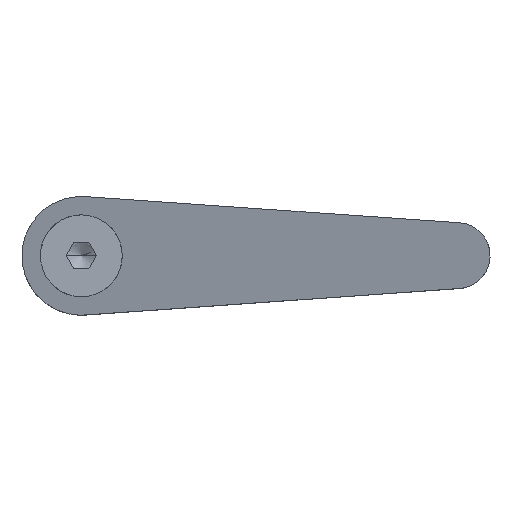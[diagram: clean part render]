
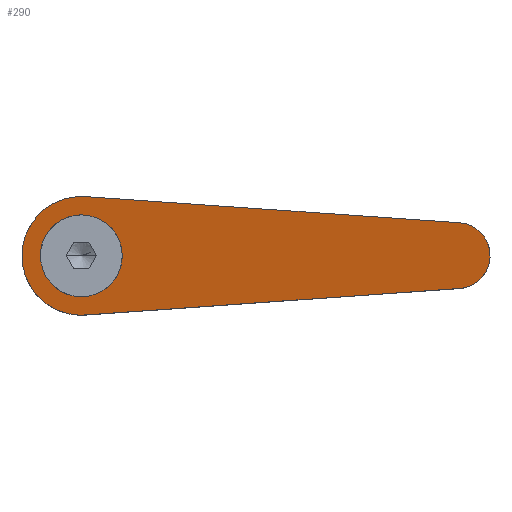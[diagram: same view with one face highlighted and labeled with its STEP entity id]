
A CAD part, top view. The second image highlights one B-rep face of the part: STEP entity #290.
In plain terms, the highlighted planar face has unit normal (-0.266, 0, 0.964).
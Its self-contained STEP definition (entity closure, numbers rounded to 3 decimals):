
#214=EDGE_CURVE('',#268,#296,#573,.T.);
#240=VERTEX_POINT('',#599);
#248=EDGE_CURVE('',#422,#268,#607,.T.);
#258=VERTEX_POINT('',#618);
#268=VERTEX_POINT('',#629);
#290=ADVANCED_FACE('',(#655,#656),#657,.F.);
#294=EDGE_CURVE('',#258,#436,#661,.T.);
#296=VERTEX_POINT('',#663);
#324=EDGE_CURVE('',#240,#390,#691,.T.);
#342=EDGE_CURVE('',#390,#258,#712,.T.);
#380=VERTEX_POINT('',#755);
#390=VERTEX_POINT('',#765);
#422=VERTEX_POINT('',#802);
#436=VERTEX_POINT('',#818);
#462=EDGE_CURVE('',#296,#422,#845,.T.);
#498=EDGE_CURVE('',#436,#380,#888,.T.);
#528=EDGE_CURVE('',#380,#240,#923,.T.);
#573=ELLIPSE('',#967,6.431,6.2);
#599=CARTESIAN_POINT('',(0.632,8.978,91.753));
#607=ELLIPSE('',#1022,6.431,6.2);
#618=CARTESIAN_POINT('',(0.632,-8.978,91.753));
#629=CARTESIAN_POINT('',(0.,-6.2,91.579));
#655=FACE_OUTER_BOUND('',#1079,.T.);
#656=FACE_BOUND('',#1080,.T.);
#657=PLANE('',#1081);
#661=LINE('',#1086,#1087);
#663=CARTESIAN_POINT('',(0.,6.2,91.579));
#691=ELLIPSE('',#1136,9.335,9.);
#712=ELLIPSE('',#1163,9.335,9.);
#755=CARTESIAN_POINT('',(57.351,4.988,107.379));
#765=CARTESIAN_POINT('',(-9.,0.,89.1));
#802=CARTESIAN_POINT('',(-1.001,6.119,91.304));
#818=CARTESIAN_POINT('',(57.351,-4.988,107.379));
#845=ELLIPSE('',#1400,6.431,6.2);
#888=ELLIPSE('',#1470,5.186,5.);
#923=LINE('',#1517,#1518);
#967=AXIS2_PLACEMENT_3D('',#1559,#1560,#1561);
#1022=AXIS2_PLACEMENT_3D('',#1577,#1578,#1579);
#1079=EDGE_LOOP('',(#1634,#1635,#1636,#1637,#1638));
#1080=EDGE_LOOP('',(#1639,#1640,#1641));
#1081=AXIS2_PLACEMENT_3D('',#1642,#1643,#1644);
#1086=CARTESIAN_POINT('',(59.719,-4.821,108.031));
#1087=VECTOR('',#1645,1.0);
#1136=AXIS2_PLACEMENT_3D('',#1660,#1661,#1662);
#1163=AXIS2_PLACEMENT_3D('',#1691,#1692,#1693);
#1400=AXIS2_PLACEMENT_3D('',#1833,#1834,#1835);
#1470=AXIS2_PLACEMENT_3D('',#1899,#1900,#1901);
#1517=CARTESIAN_POINT('',(33.351,6.676,100.767));
#1518=VECTOR('',#1952,1.0);
#1559=CARTESIAN_POINT('',(0.0,0.0,91.579));
#1560=DIRECTION('',(-0.266,0.,0.964));
#1561=DIRECTION('',(-0.964,0.0,-0.266));
#1577=CARTESIAN_POINT('',(0.0,0.0,91.579));
#1578=DIRECTION('',(-0.266,0.,0.964));
#1579=DIRECTION('',(-0.964,0.0,-0.266));
#1634=ORIENTED_EDGE('',*,*,#324,.T.);
#1635=ORIENTED_EDGE('',*,*,#342,.T.);
#1636=ORIENTED_EDGE('',*,*,#294,.T.);
#1637=ORIENTED_EDGE('',*,*,#498,.T.);
#1638=ORIENTED_EDGE('',*,*,#528,.T.);
#1639=ORIENTED_EDGE('',*,*,#248,.F.);
#1640=ORIENTED_EDGE('',*,*,#462,.F.);
#1641=ORIENTED_EDGE('',*,*,#214,.F.);
#1642=CARTESIAN_POINT('',(27.678,0.,99.204));
#1643=DIRECTION('',(0.266,0.,-0.964));
#1644=DIRECTION('',(0.256,0.964,0.071));
#1645=DIRECTION('',(0.962,0.068,0.265));
#1660=CARTESIAN_POINT('',(0.,0.,91.579));
#1661=DIRECTION('',(-0.266,0.,0.964));
#1662=DIRECTION('',(-0.964,0.,-0.266));
#1691=CARTESIAN_POINT('',(0.,0.,91.579));
#1692=DIRECTION('',(-0.266,0.,0.964));
#1693=DIRECTION('',(-0.964,0.,-0.266));
#1833=CARTESIAN_POINT('',(0.0,0.0,91.579));
#1834=DIRECTION('',(-0.266,0.,0.964));
#1835=DIRECTION('',(-0.964,0.0,-0.266));
#1899=CARTESIAN_POINT('',(57.0,0.0,107.282));
#1900=DIRECTION('',(-0.266,0.,0.964));
#1901=DIRECTION('',(0.964,0.,0.266));
#1952=DIRECTION('',(-0.962,0.068,-0.265));
